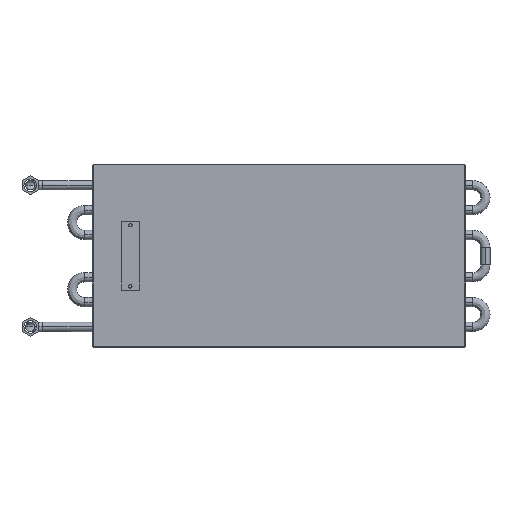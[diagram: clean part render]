
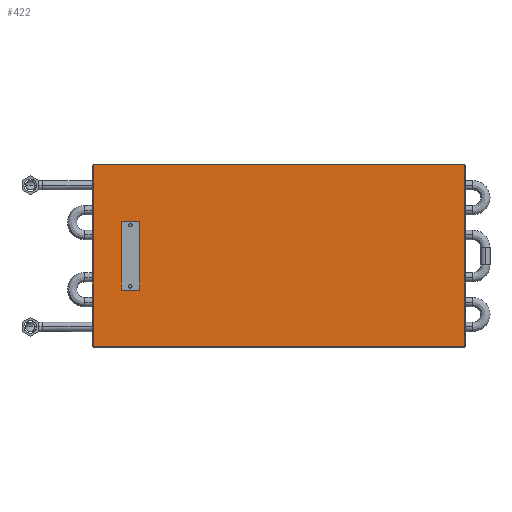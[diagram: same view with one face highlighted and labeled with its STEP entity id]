
A CAD part, top view. The second image highlights one B-rep face of the part: STEP entity #422.
In plain terms, the highlighted planar face has unit normal (0, 0, 1).
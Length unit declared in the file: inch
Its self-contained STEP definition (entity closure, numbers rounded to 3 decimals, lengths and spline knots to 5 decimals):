
#215 = DIRECTION ( 'NONE',  ( 0., -1., 0. ) ) ;
#370 = CARTESIAN_POINT ( 'NONE',  ( 312.34427, 10.14273, 10.18374 ) ) ;
#422 = ADVANCED_FACE ( 'NONE', ( #31500, #18178, #11538 ), #24115, .T. ) ;
#459 = LINE ( 'NONE', #2503, #1257 ) ;
#749 = CARTESIAN_POINT ( 'NONE',  ( 312.37427, 10.14273, 10.18374 ) ) ;
#754 = CARTESIAN_POINT ( 'NONE',  ( 313.87427, 15.01273, 10.18374 ) ) ;
#928 = VERTEX_POINT ( 'NONE', #29635 ) ;
#1257 = VECTOR ( 'NONE', #12389, 39.37008 ) ;
#1289 = LINE ( 'NONE', #6297, #20502 ) ;
#1450 = CARTESIAN_POINT ( 'NONE',  ( 327.34427, 17.42273, 10.18374 ) ) ;
#1711 = ORIENTED_EDGE ( 'NONE', *, *, #3064, .F. ) ;
#2309 = VERTEX_POINT ( 'NONE', #14868 ) ;
#2503 = CARTESIAN_POINT ( 'NONE',  ( 312.37427, 13.78273, 10.18374 ) ) ;
#2890 = CARTESIAN_POINT ( 'NONE',  ( 313.80627, 15.01273, 10.18374 ) ) ;
#3064 = EDGE_CURVE ( 'NONE', #24007, #3261, #12926, .T. ) ;
#3118 = CARTESIAN_POINT ( 'NONE',  ( 327.31427, 13.78273, 10.18374 ) ) ;
#3234 = DIRECTION ( 'NONE',  ( 0., 0., -1. ) ) ;
#3258 = DIRECTION ( 'NONE',  ( -1., 0., 0. ) ) ;
#3261 = VERTEX_POINT ( 'NONE', #1450 ) ;
#3397 = AXIS2_PLACEMENT_3D ( 'NONE', #4120, #21693, #6662 ) ;
#3508 = EDGE_LOOP ( 'NONE', ( #31631, #9703 ) ) ;
#4120 = CARTESIAN_POINT ( 'NONE',  ( 312.34427, 10.12273, 10.18374 ) ) ;
#4520 = EDGE_CURVE ( 'NONE', #928, #31979, #11657, .T. ) ;
#5187 = EDGE_CURVE ( 'NONE', #31871, #10409, #20221, .T. ) ;
#5263 = DIRECTION ( 'NONE',  ( 0., 0., -1. ) ) ;
#5285 = VERTEX_POINT ( 'NONE', #749 ) ;
#5348 = CARTESIAN_POINT ( 'NONE',  ( 312.34427, 10.12273, 10.18374 ) ) ;
#5602 = DIRECTION ( 'NONE',  ( 1., 0., 0. ) ) ;
#5844 = VECTOR ( 'NONE', #25792, 39.37008 ) ;
#6030 = DIRECTION ( 'NONE',  ( 0., 1., 0. ) ) ;
#6297 = CARTESIAN_POINT ( 'NONE',  ( 312.34427, 17.42273, 10.18374 ) ) ;
#6459 = EDGE_CURVE ( 'NONE', #14527, #3261, #16246, .T. ) ;
#6662 = DIRECTION ( 'NONE',  ( 1., 0., 0. ) ) ;
#6827 = CARTESIAN_POINT ( 'NONE',  ( 327.34427, 10.14273, 10.18374 ) ) ;
#8121 = VECTOR ( 'NONE', #21329, 39.37008 ) ;
#8627 = AXIS2_PLACEMENT_3D ( 'NONE', #12758, #30275, #15303 ) ;
#8859 = EDGE_CURVE ( 'NONE', #5285, #928, #459, .T. ) ;
#8965 = EDGE_CURVE ( 'NONE', #24555, #22208, #30640, .T. ) ;
#9304 = VECTOR ( 'NONE', #18654, 39.37008 ) ;
#9703 = ORIENTED_EDGE ( 'NONE', *, *, #12555, .T. ) ;
#10035 = AXIS2_PLACEMENT_3D ( 'NONE', #20300, #5263, #22842 ) ;
#10247 = CIRCLE ( 'NONE', #10035, 0.068 ) ;
#10409 = VERTEX_POINT ( 'NONE', #370 ) ;
#10463 = CIRCLE ( 'NONE', #23306, 0.068 ) ;
#10492 = CARTESIAN_POINT ( 'NONE',  ( 313.94227, 12.55273, 10.18374 ) ) ;
#11034 = EDGE_CURVE ( 'NONE', #14527, #16954, #31345, .T. ) ;
#11099 = ORIENTED_EDGE ( 'NONE', *, *, #4520, .T. ) ;
#11168 = VECTOR ( 'NONE', #23214, 39.37008 ) ;
#11232 = EDGE_CURVE ( 'NONE', #24007, #2309, #26647, .T. ) ;
#11330 = CARTESIAN_POINT ( 'NONE',  ( 327.34427, 10.14273, 10.18374 ) ) ;
#11538 = FACE_BOUND ( 'NONE', #15443, .T. ) ;
#11657 = LINE ( 'NONE', #18988, #30044 ) ;
#11712 = VERTEX_POINT ( 'NONE', #30863 ) ;
#11945 = LINE ( 'NONE', #3118, #11168 ) ;
#12389 = DIRECTION ( 'NONE',  ( 0., -1., 0. ) ) ;
#12555 = EDGE_CURVE ( 'NONE', #28699, #11712, #23850, .T. ) ;
#12758 = CARTESIAN_POINT ( 'NONE',  ( 313.87427, 12.55273, 10.18374 ) ) ;
#12926 = LINE ( 'NONE', #25684, #32127 ) ;
#13341 = ORIENTED_EDGE ( 'NONE', *, *, #24615, .T. ) ;
#13576 = VECTOR ( 'NONE', #20378, 39.37008 ) ;
#14103 = ORIENTED_EDGE ( 'NONE', *, *, #11034, .F. ) ;
#14407 = DIRECTION ( 'NONE',  ( -1., 0., 0. ) ) ;
#14527 = VERTEX_POINT ( 'NONE', #11330 ) ;
#14662 = ORIENTED_EDGE ( 'NONE', *, *, #8965, .T. ) ;
#14868 = CARTESIAN_POINT ( 'NONE',  ( 327.31427, 17.47273, 10.18374 ) ) ;
#15303 = DIRECTION ( 'NONE',  ( -1., 0., 0. ) ) ;
#15443 = EDGE_LOOP ( 'NONE', ( #14662, #20920 ) ) ;
#15972 = CARTESIAN_POINT ( 'NONE',  ( 327.31427, 17.42273, 10.18374 ) ) ;
#15980 = LINE ( 'NONE', #28597, #9304 ) ;
#16246 = LINE ( 'NONE', #23589, #29512 ) ;
#16332 = CARTESIAN_POINT ( 'NONE',  ( 327.31427, 10.09273, 10.18374 ) ) ;
#16334 = AXIS2_PLACEMENT_3D ( 'NONE', #754, #18296, #3258 ) ;
#16343 = EDGE_CURVE ( 'NONE', #5285, #10409, #16397, .T. ) ;
#16397 = LINE ( 'NONE', #21215, #8121 ) ;
#16594 = EDGE_LOOP ( 'NONE', ( #29283, #1711, #21334, #21756, #27783, #21551, #21289, #26454, #20983, #11099, #13341, #14103 ) ) ;
#16954 = VERTEX_POINT ( 'NONE', #28527 ) ;
#18034 = VECTOR ( 'NONE', #14407, 39.37008 ) ;
#18178 = FACE_BOUND ( 'NONE', #3508, .T. ) ;
#18269 = CARTESIAN_POINT ( 'NONE',  ( 313.87427, 15.01273, 10.18374 ) ) ;
#18296 = DIRECTION ( 'NONE',  ( 0., 0., -1. ) ) ;
#18608 = EDGE_CURVE ( 'NONE', #31871, #19062, #1289, .T. ) ;
#18654 = DIRECTION ( 'NONE',  ( -1., 0., 0. ) ) ;
#18988 = CARTESIAN_POINT ( 'NONE',  ( 312.34427, 10.09273, 10.18374 ) ) ;
#19062 = VERTEX_POINT ( 'NONE', #23374 ) ;
#20221 = LINE ( 'NONE', #5348, #13576 ) ;
#20300 = CARTESIAN_POINT ( 'NONE',  ( 313.87427, 12.55273, 10.18374 ) ) ;
#20378 = DIRECTION ( 'NONE',  ( 0., -1., 0. ) ) ;
#20502 = VECTOR ( 'NONE', #31274, 39.37008 ) ;
#20675 = EDGE_CURVE ( 'NONE', #11712, #28699, #10247, .T. ) ;
#20800 = DIRECTION ( 'NONE',  ( -1., 0., 0. ) ) ;
#20920 = ORIENTED_EDGE ( 'NONE', *, *, #28224, .T. ) ;
#20983 = ORIENTED_EDGE ( 'NONE', *, *, #8859, .T. ) ;
#21215 = CARTESIAN_POINT ( 'NONE',  ( 312.34427, 10.14273, 10.18374 ) ) ;
#21289 = ORIENTED_EDGE ( 'NONE', *, *, #5187, .T. ) ;
#21329 = DIRECTION ( 'NONE',  ( -1., 0., 0. ) ) ;
#21334 = ORIENTED_EDGE ( 'NONE', *, *, #11232, .T. ) ;
#21551 = ORIENTED_EDGE ( 'NONE', *, *, #18608, .F. ) ;
#21693 = DIRECTION ( 'NONE',  ( 0., 0., 1. ) ) ;
#21756 = ORIENTED_EDGE ( 'NONE', *, *, #22998, .T. ) ;
#22208 = VERTEX_POINT ( 'NONE', #24413 ) ;
#22528 = VECTOR ( 'NONE', #215, 39.37008 ) ;
#22842 = DIRECTION ( 'NONE',  ( -1., 0., 0. ) ) ;
#22998 = EDGE_CURVE ( 'NONE', #2309, #23743, #15980, .T. ) ;
#23214 = DIRECTION ( 'NONE',  ( 0., 1., 0. ) ) ;
#23276 = CARTESIAN_POINT ( 'NONE',  ( 327.31427, 13.78273, 10.18374 ) ) ;
#23306 = AXIS2_PLACEMENT_3D ( 'NONE', #18269, #3234, #20800 ) ;
#23374 = CARTESIAN_POINT ( 'NONE',  ( 312.37427, 17.42273, 10.18374 ) ) ;
#23589 = CARTESIAN_POINT ( 'NONE',  ( 327.34427, 10.12273, 10.18374 ) ) ;
#23743 = VERTEX_POINT ( 'NONE', #29638 ) ;
#23850 = CIRCLE ( 'NONE', #8627, 0.068 ) ;
#24007 = VERTEX_POINT ( 'NONE', #15972 ) ;
#24115 = PLANE ( 'NONE',  #3397 ) ;
#24413 = CARTESIAN_POINT ( 'NONE',  ( 313.94227, 15.01273, 10.18374 ) ) ;
#24555 = VERTEX_POINT ( 'NONE', #2890 ) ;
#24615 = EDGE_CURVE ( 'NONE', #31979, #16954, #11945, .T. ) ;
#25684 = CARTESIAN_POINT ( 'NONE',  ( 327.34427, 17.42273, 10.18374 ) ) ;
#25792 = DIRECTION ( 'NONE',  ( 0., 1., 0. ) ) ;
#26454 = ORIENTED_EDGE ( 'NONE', *, *, #16343, .F. ) ;
#26536 = DIRECTION ( 'NONE',  ( 1., 0., 0. ) ) ;
#26647 = LINE ( 'NONE', #23276, #5844 ) ;
#27783 = ORIENTED_EDGE ( 'NONE', *, *, #29272, .T. ) ;
#28224 = EDGE_CURVE ( 'NONE', #22208, #24555, #10463, .T. ) ;
#28527 = CARTESIAN_POINT ( 'NONE',  ( 327.31427, 10.14273, 10.18374 ) ) ;
#28597 = CARTESIAN_POINT ( 'NONE',  ( 312.34427, 17.47273, 10.18374 ) ) ;
#28699 = VERTEX_POINT ( 'NONE', #10492 ) ;
#29159 = LINE ( 'NONE', #30230, #22528 ) ;
#29272 = EDGE_CURVE ( 'NONE', #23743, #19062, #29159, .T. ) ;
#29283 = ORIENTED_EDGE ( 'NONE', *, *, #6459, .T. ) ;
#29512 = VECTOR ( 'NONE', #6030, 39.37008 ) ;
#29635 = CARTESIAN_POINT ( 'NONE',  ( 312.37427, 10.09273, 10.18374 ) ) ;
#29638 = CARTESIAN_POINT ( 'NONE',  ( 312.37427, 17.47273, 10.18374 ) ) ;
#30044 = VECTOR ( 'NONE', #26536, 39.37008 ) ;
#30230 = CARTESIAN_POINT ( 'NONE',  ( 312.37427, 13.78273, 10.18374 ) ) ;
#30275 = DIRECTION ( 'NONE',  ( 0., 0., -1. ) ) ;
#30640 = CIRCLE ( 'NONE', #16334, 0.068 ) ;
#30863 = CARTESIAN_POINT ( 'NONE',  ( 313.80627, 12.55273, 10.18374 ) ) ;
#31026 = CARTESIAN_POINT ( 'NONE',  ( 312.34427, 17.42273, 10.18374 ) ) ;
#31274 = DIRECTION ( 'NONE',  ( 1., 0., 0. ) ) ;
#31345 = LINE ( 'NONE', #6827, #18034 ) ;
#31500 = FACE_OUTER_BOUND ( 'NONE', #16594, .T. ) ;
#31631 = ORIENTED_EDGE ( 'NONE', *, *, #20675, .T. ) ;
#31871 = VERTEX_POINT ( 'NONE', #31026 ) ;
#31979 = VERTEX_POINT ( 'NONE', #16332 ) ;
#32127 = VECTOR ( 'NONE', #5602, 39.37008 ) ;
